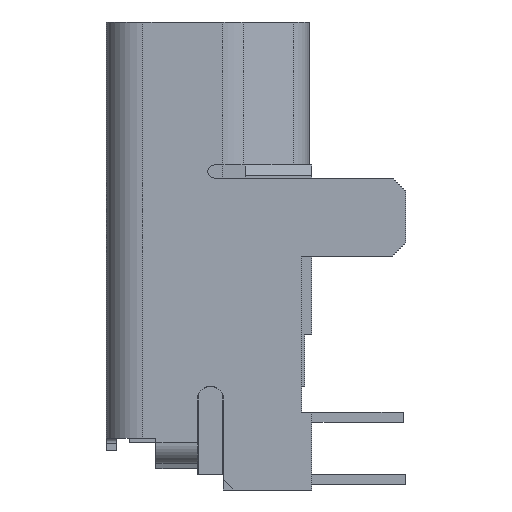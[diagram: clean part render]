
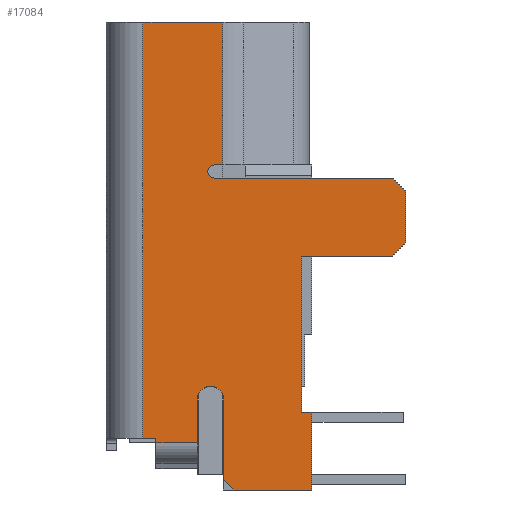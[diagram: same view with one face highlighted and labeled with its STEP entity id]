
A CAD part, left-side view. The second image highlights one B-rep face of the part: STEP entity #17084.
In plain terms, the highlighted planar face has unit normal (-1, 0, 0).
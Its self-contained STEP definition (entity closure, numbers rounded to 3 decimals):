
#23=DIRECTION('',(0.,1.,0.));
#24=VECTOR('',#23,1.538);
#25=CARTESIAN_POINT('',(-3.85,-0.288,0.));
#26=LINE('',#25,#24);
#5258=DIRECTION('',(0.,-0.707,-0.707));
#5259=VECTOR('',#5258,0.354);
#5260=CARTESIAN_POINT('',(-3.85,-3.55,-3.));
#5261=LINE('',#5260,#5259);
#5262=DIRECTION('',(0.,0.,-1.));
#5263=VECTOR('',#5262,1.);
#5264=CARTESIAN_POINT('',(-3.85,-3.8,-3.25));
#5265=LINE('',#5264,#5263);
#5266=DIRECTION('',(0.,0.707,-0.707));
#5267=VECTOR('',#5266,0.354);
#5268=CARTESIAN_POINT('',(-3.85,-3.8,-4.25));
#5269=LINE('',#5268,#5267);
#5270=DIRECTION('',(0.,1.,0.));
#5271=VECTOR('',#5270,1.75);
#5272=CARTESIAN_POINT('',(-3.85,-3.55,-4.5));
#5273=LINE('',#5272,#5271);
#5274=DIRECTION('',(0.,0.,1.));
#5275=VECTOR('',#5274,3.);
#5276=CARTESIAN_POINT('',(-3.85,-1.8,-7.5));
#5277=LINE('',#5276,#5275);
#5278=DIRECTION('',(0.,1.,0.));
#5279=VECTOR('',#5278,0.2);
#5280=CARTESIAN_POINT('',(-3.85,-2.,-7.5));
#5281=LINE('',#5280,#5279);
#5282=DIRECTION('',(0.,0.,-1.));
#5283=VECTOR('',#5282,1.5);
#5284=CARTESIAN_POINT('',(-3.85,-2.,-7.5));
#5285=LINE('',#5284,#5283);
#5286=DIRECTION('',(0.,-0.707,-0.707));
#5287=VECTOR('',#5286,0.283);
#5288=CARTESIAN_POINT('',(-3.85,-0.3,-8.8));
#5289=LINE('',#5288,#5287);
#5290=DIRECTION('',(0.,0.,-1.));
#5291=VECTOR('',#5290,1.55);
#5292=CARTESIAN_POINT('',(-3.85,-0.3,-7.25));
#5293=LINE('',#5292,#5291);
#5294=CARTESIAN_POINT('',(-3.85,-0.05,-7.25));
#5295=DIRECTION('',(1.,0.,0.));
#5296=DIRECTION('',(0.,1.,0.));
#5297=AXIS2_PLACEMENT_3D('',#5294,#5295,#5296);
#5299=DIRECTION('',(0.,0.,-1.));
#5300=VECTOR('',#5299,0.84);
#5301=CARTESIAN_POINT('',(-3.85,0.2,-7.25));
#5302=LINE('',#5301,#5300);
#5303=DIRECTION('',(0.,1.,0.));
#5304=VECTOR('',#5303,0.8);
#5305=CARTESIAN_POINT('',(-3.85,0.2,-8.09));
#5306=LINE('',#5305,#5304);
#5307=DIRECTION('',(0.,-1.,0.));
#5308=VECTOR('',#5307,0.25);
#5309=CARTESIAN_POINT('',(-3.85,1.25,-8.));
#5310=LINE('',#5309,#5308);
#5311=DIRECTION('',(0.,0.,-1.));
#5312=VECTOR('',#5311,2.75);
#5313=CARTESIAN_POINT('',(-3.85,-0.288,0.));
#5314=LINE('',#5313,#5312);
#5315=DIRECTION('',(0.,1.,0.));
#5316=VECTOR('',#5315,0.163);
#5317=CARTESIAN_POINT('',(-3.85,-0.288,-2.75));
#5318=LINE('',#5317,#5316);
#5319=CARTESIAN_POINT('',(-3.85,-0.125,-2.875));
#5320=DIRECTION('',(1.,0.,0.));
#5321=DIRECTION('',(0.,0.,-1.));
#5322=AXIS2_PLACEMENT_3D('',#5319,#5320,#5321);
#5340=DIRECTION('',(0.,1.,0.));
#5341=VECTOR('',#5340,3.425);
#5342=CARTESIAN_POINT('',(-3.85,-3.55,-3.));
#5343=LINE('',#5342,#5341);
#6214=DIRECTION('',(0.,1.,0.));
#6215=VECTOR('',#6214,1.5);
#6216=CARTESIAN_POINT('',(-3.85,-2.,-9.));
#6217=LINE('',#6216,#6215);
#6783=DIRECTION('',(0.,0.,1.));
#6784=VECTOR('',#6783,0.09);
#6785=CARTESIAN_POINT('',(-3.85,1.,-8.09));
#6786=LINE('',#6785,#6784);
#6990=DIRECTION('',(0.,0.,-1.));
#6991=VECTOR('',#6990,8.);
#6992=CARTESIAN_POINT('',(-3.85,1.25,0.));
#6993=LINE('',#6992,#6991);
#7496=CARTESIAN_POINT('',(-3.85,-0.288,0.));
#7497=CARTESIAN_POINT('',(-3.85,1.25,0.));
#7498=VERTEX_POINT('',#7496);
#7499=VERTEX_POINT('',#7497);
#7524=CARTESIAN_POINT('',(-3.85,-0.125,-3.));
#7525=CARTESIAN_POINT('',(-3.85,-0.125,-2.75));
#7526=VERTEX_POINT('',#7524);
#7527=VERTEX_POINT('',#7525);
#7528=CARTESIAN_POINT('',(-3.85,-0.288,-2.75));
#7529=VERTEX_POINT('',#7528);
#7530=CARTESIAN_POINT('',(-3.85,-2.,-7.5));
#7531=CARTESIAN_POINT('',(-3.85,-1.8,-7.5));
#7532=VERTEX_POINT('',#7530);
#7533=VERTEX_POINT('',#7531);
#7730=CARTESIAN_POINT('',(-3.85,-0.3,-8.8));
#7731=CARTESIAN_POINT('',(-3.85,-0.5,-9.));
#7732=VERTEX_POINT('',#7730);
#7733=VERTEX_POINT('',#7731);
#7734=CARTESIAN_POINT('',(-3.85,0.2,-7.25));
#7735=CARTESIAN_POINT('',(-3.85,-0.3,-7.25));
#7736=VERTEX_POINT('',#7734);
#7737=VERTEX_POINT('',#7735);
#7963=CARTESIAN_POINT('',(-3.85,-2.,-9.));
#7964=VERTEX_POINT('',#7963);
#8001=CARTESIAN_POINT('',(-3.85,1.25,-8.));
#8003=VERTEX_POINT('',#8001);
#8267=CARTESIAN_POINT('',(-3.85,0.2,-8.09));
#8268=VERTEX_POINT('',#8267);
#8295=CARTESIAN_POINT('',(-3.85,1.,-8.09));
#8296=VERTEX_POINT('',#8295);
#8311=CARTESIAN_POINT('',(-3.85,1.,-8.));
#8313=VERTEX_POINT('',#8311);
#8769=CARTESIAN_POINT('',(-3.85,-3.55,-3.));
#8770=CARTESIAN_POINT('',(-3.85,-3.8,-3.25));
#8771=VERTEX_POINT('',#8769);
#8772=VERTEX_POINT('',#8770);
#8773=CARTESIAN_POINT('',(-3.85,-3.8,-4.25));
#8774=VERTEX_POINT('',#8773);
#8775=CARTESIAN_POINT('',(-3.85,-3.55,-4.5));
#8776=VERTEX_POINT('',#8775);
#8789=CARTESIAN_POINT('',(-3.85,-1.8,-4.5));
#8790=VERTEX_POINT('',#8789);
#17039=CARTESIAN_POINT('',(-3.85,-0.288,0.));
#17040=DIRECTION('',(-1.,0.,0.));
#17041=DIRECTION('',(0.,1.,0.));
#17042=AXIS2_PLACEMENT_3D('',#17039,#17040,#17041);
#17043=PLANE('',#17042);
#17045=ORIENTED_EDGE('',*,*,#17044,.F.);
#17047=ORIENTED_EDGE('',*,*,#17046,.T.);
#17049=ORIENTED_EDGE('',*,*,#17048,.T.);
#17051=ORIENTED_EDGE('',*,*,#17050,.T.);
#17053=ORIENTED_EDGE('',*,*,#17052,.T.);
#17054=ORIENTED_EDGE('',*,*,#17027,.F.);
#17056=ORIENTED_EDGE('',*,*,#17055,.F.);
#17058=ORIENTED_EDGE('',*,*,#17057,.T.);
#17060=ORIENTED_EDGE('',*,*,#17059,.T.);
#17062=ORIENTED_EDGE('',*,*,#17061,.F.);
#17063=ORIENTED_EDGE('',*,*,#16732,.F.);
#17065=ORIENTED_EDGE('',*,*,#17064,.F.);
#17067=ORIENTED_EDGE('',*,*,#17066,.T.);
#17069=ORIENTED_EDGE('',*,*,#17068,.T.);
#17071=ORIENTED_EDGE('',*,*,#17070,.T.);
#17072=ORIENTED_EDGE('',*,*,#11574,.F.);
#17074=ORIENTED_EDGE('',*,*,#17073,.F.);
#17075=ORIENTED_EDGE('',*,*,#9704,.F.);
#17077=ORIENTED_EDGE('',*,*,#17076,.T.);
#17079=ORIENTED_EDGE('',*,*,#17078,.T.);
#17081=ORIENTED_EDGE('',*,*,#17080,.F.);
#17082=EDGE_LOOP('',(#17045,#17047,#17049,#17051,#17053,#17054,#17056,#17058,
#17060,#17062,#17063,#17065,#17067,#17069,#17071,#17072,#17074,#17075,#17077,
#17079,#17081));
#17083=FACE_OUTER_BOUND('',#17082,.F.);
#17084=ADVANCED_FACE('',(#17083),#17043,.T.);
#5298=CIRCLE('',#5297,0.25);
#5323=CIRCLE('',#5322,0.125);
#9704=EDGE_CURVE('',#7498,#7499,#26,.T.);
#11574=EDGE_CURVE('',#8003,#8313,#5310,.T.);
#16732=EDGE_CURVE('',#7737,#7732,#5293,.T.);
#17027=EDGE_CURVE('',#7533,#8790,#5277,.T.);
#17044=EDGE_CURVE('',#8771,#7526,#5343,.T.);
#17046=EDGE_CURVE('',#8771,#8772,#5261,.T.);
#17048=EDGE_CURVE('',#8772,#8774,#5265,.T.);
#17050=EDGE_CURVE('',#8774,#8776,#5269,.T.);
#17052=EDGE_CURVE('',#8776,#8790,#5273,.T.);
#17055=EDGE_CURVE('',#7532,#7533,#5281,.T.);
#17057=EDGE_CURVE('',#7532,#7964,#5285,.T.);
#17059=EDGE_CURVE('',#7964,#7733,#6217,.T.);
#17061=EDGE_CURVE('',#7732,#7733,#5289,.T.);
#17064=EDGE_CURVE('',#7736,#7737,#5298,.T.);
#17066=EDGE_CURVE('',#7736,#8268,#5302,.T.);
#17068=EDGE_CURVE('',#8268,#8296,#5306,.T.);
#17070=EDGE_CURVE('',#8296,#8313,#6786,.T.);
#17073=EDGE_CURVE('',#7499,#8003,#6993,.T.);
#17076=EDGE_CURVE('',#7498,#7529,#5314,.T.);
#17078=EDGE_CURVE('',#7529,#7527,#5318,.T.);
#17080=EDGE_CURVE('',#7526,#7527,#5323,.T.);
